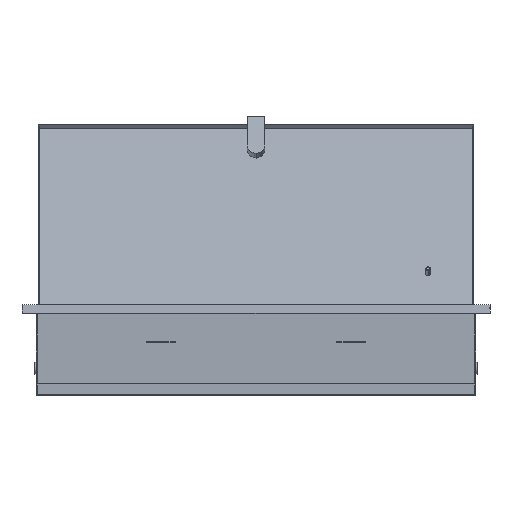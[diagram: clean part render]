
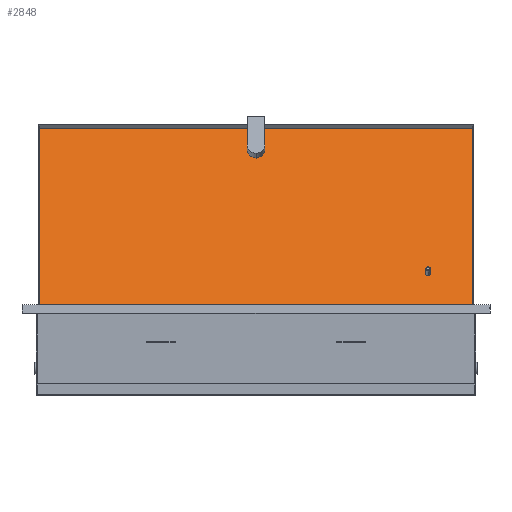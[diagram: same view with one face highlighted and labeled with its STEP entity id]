
A CAD part, left-side view. The second image highlights one B-rep face of the part: STEP entity #2848.
In plain terms, the highlighted face is planar.
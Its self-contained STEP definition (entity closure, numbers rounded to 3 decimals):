
#71 = VERTEX_POINT ( 'NONE', #3496 ) ;
#144 = CARTESIAN_POINT ( 'NONE',  ( 132., 0., -1. ) ) ;
#205 = DIRECTION ( 'NONE',  ( 1., 0., 0. ) ) ;
#519 = CARTESIAN_POINT ( 'NONE',  ( 76., -228., -1. ) ) ;
#607 = VERTEX_POINT ( 'NONE', #8210 ) ;
#1288 = LINE ( 'NONE', #12856, #10886 ) ;
#1429 = EDGE_CURVE ( 'NONE', #7294, #10785, #5786, .T. ) ;
#1726 = CARTESIAN_POINT ( 'NONE',  ( -102., 0., -1. ) ) ;
#1840 = EDGE_CURVE ( 'NONE', #71, #607, #10621, .T. ) ;
#1960 = VECTOR ( 'NONE', #3711, 1000. ) ;
#2285 = DIRECTION ( 'NONE',  ( 0., 0., 1. ) ) ;
#2399 = FACE_BOUND ( 'NONE', #4780, .T. ) ;
#2658 = CARTESIAN_POINT ( 'NONE',  ( -90.5, 0., -1. ) ) ;
#2848 = ADVANCED_FACE ( 'NONE', ( #2399, #9730, #4101 ), #10159, .F. ) ;
#2892 = ORIENTED_EDGE ( 'NONE', *, *, #1429, .F. ) ;
#2942 = CARTESIAN_POINT ( 'NONE',  ( 73., -228., -1. ) ) ;
#3000 = DIRECTION ( 'NONE',  ( -1., 0., 0. ) ) ;
#3268 = CARTESIAN_POINT ( 'NONE',  ( -113.5, 0., -1. ) ) ;
#3479 = DIRECTION ( 'NONE',  ( 0., 0., 1. ) ) ;
#3496 = CARTESIAN_POINT ( 'NONE',  ( -132., -287., -1. ) ) ;
#3531 = DIRECTION ( 'NONE',  ( 0., 1., 0. ) ) ;
#3564 = CARTESIAN_POINT ( 'NONE',  ( -102., 0., -1. ) ) ;
#3609 = EDGE_CURVE ( 'NONE', #11154, #8551, #6326, .T. ) ;
#3711 = DIRECTION ( 'NONE',  ( 1., 0., 0. ) ) ;
#4002 = DIRECTION ( 'NONE',  ( 0., 0., -1. ) ) ;
#4101 = FACE_BOUND ( 'NONE', #9583, .T. ) ;
#4305 = AXIS2_PLACEMENT_3D ( 'NONE', #8895, #10797, #11221 ) ;
#4732 = CIRCLE ( 'NONE', #10311, 11.5 ) ;
#4780 = EDGE_LOOP ( 'NONE', ( #9130, #7366 ) ) ;
#5156 = DIRECTION ( 'NONE',  ( 1., 0., 0. ) ) ;
#5390 = VECTOR ( 'NONE', #3531, 1000. ) ;
#5575 = CARTESIAN_POINT ( 'NONE',  ( -132., 0., -1. ) ) ;
#5786 = CIRCLE ( 'NONE', #10269, 3. ) ;
#6101 = EDGE_LOOP ( 'NONE', ( #8389, #6723, #7731, #6526 ) ) ;
#6326 = CIRCLE ( 'NONE', #7673, 11.5 ) ;
#6526 = ORIENTED_EDGE ( 'NONE', *, *, #1840, .F. ) ;
#6630 = CARTESIAN_POINT ( 'NONE',  ( 132., 287., -1. ) ) ;
#6723 = ORIENTED_EDGE ( 'NONE', *, *, #9219, .F. ) ;
#6841 = LINE ( 'NONE', #5575, #7986 ) ;
#7090 = CARTESIAN_POINT ( 'NONE',  ( 0., -287., -1. ) ) ;
#7294 = VERTEX_POINT ( 'NONE', #519 ) ;
#7366 = ORIENTED_EDGE ( 'NONE', *, *, #9596, .T. ) ;
#7624 = EDGE_CURVE ( 'NONE', #607, #12162, #11045, .T. ) ;
#7673 = AXIS2_PLACEMENT_3D ( 'NONE', #3564, #2285, #8777 ) ;
#7731 = ORIENTED_EDGE ( 'NONE', *, *, #7624, .F. ) ;
#7969 = DIRECTION ( 'NONE',  ( 0., 0., -1. ) ) ;
#7983 = VERTEX_POINT ( 'NONE', #10505 ) ;
#7986 = VECTOR ( 'NONE', #10165, 1000. ) ;
#8210 = CARTESIAN_POINT ( 'NONE',  ( 132., -287., -1. ) ) ;
#8389 = ORIENTED_EDGE ( 'NONE', *, *, #10264, .F. ) ;
#8551 = VERTEX_POINT ( 'NONE', #3268 ) ;
#8777 = DIRECTION ( 'NONE',  ( 1., 0., 0. ) ) ;
#8895 = CARTESIAN_POINT ( 'NONE',  ( 0., 0., -1. ) ) ;
#8934 = ORIENTED_EDGE ( 'NONE', *, *, #11595, .F. ) ;
#9130 = ORIENTED_EDGE ( 'NONE', *, *, #3609, .T. ) ;
#9219 = EDGE_CURVE ( 'NONE', #12162, #7983, #1288, .T. ) ;
#9583 = EDGE_LOOP ( 'NONE', ( #2892, #8934 ) ) ;
#9596 = EDGE_CURVE ( 'NONE', #8551, #11154, #4732, .T. ) ;
#9653 = AXIS2_PLACEMENT_3D ( 'NONE', #11336, #4002, #205 ) ;
#9730 = FACE_OUTER_BOUND ( 'NONE', #6101, .T. ) ;
#10159 = PLANE ( 'NONE',  #4305 ) ;
#10165 = DIRECTION ( 'NONE',  ( 0., -1., 0. ) ) ;
#10264 = EDGE_CURVE ( 'NONE', #7983, #71, #6841, .T. ) ;
#10269 = AXIS2_PLACEMENT_3D ( 'NONE', #2942, #7969, #12986 ) ;
#10311 = AXIS2_PLACEMENT_3D ( 'NONE', #1726, #3479, #5156 ) ;
#10505 = CARTESIAN_POINT ( 'NONE',  ( -132., 287., -1. ) ) ;
#10527 = CARTESIAN_POINT ( 'NONE',  ( 70., -228., -1. ) ) ;
#10621 = LINE ( 'NONE', #7090, #1960 ) ;
#10785 = VERTEX_POINT ( 'NONE', #10527 ) ;
#10797 = DIRECTION ( 'NONE',  ( 0., 0., 1. ) ) ;
#10886 = VECTOR ( 'NONE', #3000, 1000. ) ;
#11045 = LINE ( 'NONE', #144, #5390 ) ;
#11154 = VERTEX_POINT ( 'NONE', #2658 ) ;
#11221 = DIRECTION ( 'NONE',  ( 1., 0., 0. ) ) ;
#11336 = CARTESIAN_POINT ( 'NONE',  ( 73., -228., -1. ) ) ;
#11595 = EDGE_CURVE ( 'NONE', #10785, #7294, #12974, .T. ) ;
#12162 = VERTEX_POINT ( 'NONE', #6630 ) ;
#12856 = CARTESIAN_POINT ( 'NONE',  ( 0., 287., -1. ) ) ;
#12974 = CIRCLE ( 'NONE', #9653, 3. ) ;
#12986 = DIRECTION ( 'NONE',  ( 1., 0., 0. ) ) ;
